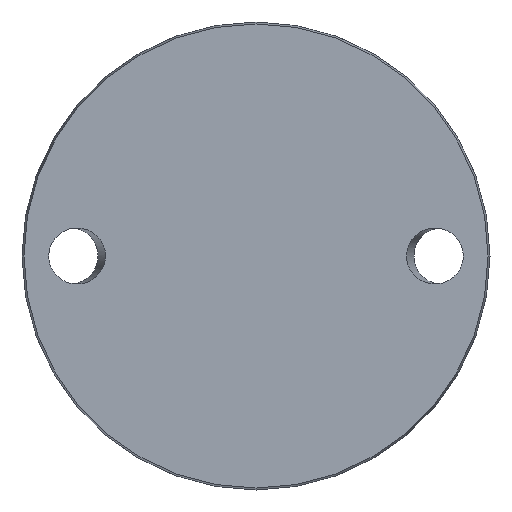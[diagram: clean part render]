
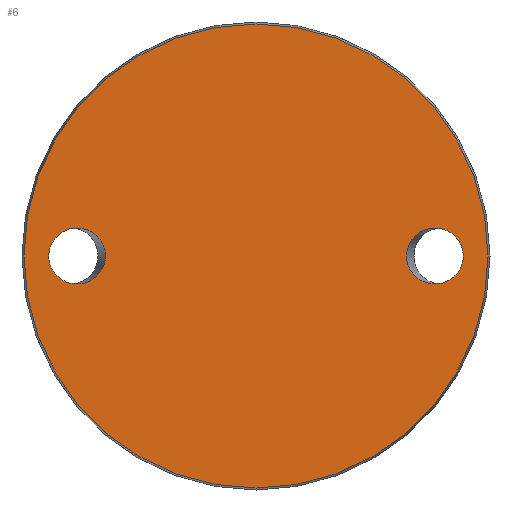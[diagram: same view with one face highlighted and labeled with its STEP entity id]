
A CAD part, front view. The second image highlights one B-rep face of the part: STEP entity #6.
In plain terms, the highlighted planar face has unit normal (0, -1, 0).
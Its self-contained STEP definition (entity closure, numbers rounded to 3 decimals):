
#6 = ADVANCED_FACE ( 'NONE', ( #61, #441, #69 ), #818, .F. ) ;
#30 = CARTESIAN_POINT ( 'NONE',  ( -61.115, 0., 16.5 ) ) ;
#53 = EDGE_LOOP ( 'NONE', ( #106 ) ) ;
#61 = FACE_BOUND ( 'NONE', #418, .T. ) ;
#68 = CARTESIAN_POINT ( 'NONE',  ( 44.385, 0., 0. ) ) ;
#69 = FACE_OUTER_BOUND ( 'NONE', #683, .T. ) ;
#81 = EDGE_CURVE ( 'NONE', #306, #306, #678, .T. ) ;
#84 = VERTEX_POINT ( 'NONE', #533 ) ;
#106 = ORIENTED_EDGE ( 'NONE', *, *, #81, .F. ) ;
#111 = ORIENTED_EDGE ( 'NONE', *, *, #251, .T. ) ;
#127 = CARTESIAN_POINT ( 'NONE',  ( 44.385, 0., 0. ) ) ;
#173 = VERTEX_POINT ( 'NONE', #864 ) ;
#225 = CARTESIAN_POINT ( 'NONE',  ( -61.115, 0., -16.5 ) ) ;
#251 = EDGE_CURVE ( 'NONE', #173, #173, #991, .T. ) ;
#306 = VERTEX_POINT ( 'NONE', #615 ) ;
#331 = CARTESIAN_POINT ( 'NONE',  ( -44.385, 0., 16.5 ) ) ;
#351 = CARTESIAN_POINT ( 'NONE',  ( 61.115, 0., 0. ) ) ;
#373 = CARTESIAN_POINT ( 'NONE',  ( 61.115, 0., -16.5 ) ) ;
#418 = EDGE_LOOP ( 'NONE', ( #644 ) ) ;
#441 = FACE_BOUND ( 'NONE', #53, .T. ) ;
#461 = DIRECTION ( 'NONE',  ( 0., 0., -1. ) ) ;
#531 = CARTESIAN_POINT ( 'NONE',  ( 0., 0., 0. ) ) ;
#533 = CARTESIAN_POINT ( 'NONE',  ( -61.115, 0., 0. ) ) ;
#597 = CARTESIAN_POINT ( 'NONE',  ( -61.115, 0., 0. ) ) ;
#615 = CARTESIAN_POINT ( 'NONE',  ( 44.385, 0., 0. ) ) ;
#632 = CARTESIAN_POINT ( 'NONE',  ( -44.385, 0., -16.5 ) ) ;
#644 = ORIENTED_EDGE ( 'NONE', *, *, #757, .T. ) ;
#655 = CARTESIAN_POINT ( 'NONE',  ( 44.385, 0., -16.5 ) ) ;
#656 = DIRECTION ( 'NONE',  ( 0., 1., 0. ) ) ;
#678 =( BOUNDED_CURVE ( )  B_SPLINE_CURVE ( 3, ( #68, #655, #373, #351, #807, #824, #127 ),
 .UNSPECIFIED., .T., .F. ) 
 B_SPLINE_CURVE_WITH_KNOTS ( ( 4, 3, 4 ),
 ( 0., 3.142, 6.283 ),
 .UNSPECIFIED. ) 
 CURVE ( )  GEOMETRIC_REPRESENTATION_ITEM ( )  RATIONAL_B_SPLINE_CURVE ( ( 1., 0.333, 0.333, 1., 0.333, 0.333, 1. ) ) 
 REPRESENTATION_ITEM ( '' )  );
#683 = EDGE_LOOP ( 'NONE', ( #111 ) ) ;
#696 = CARTESIAN_POINT ( 'NONE',  ( -44.385, 0., 0. ) ) ;
#721 = AXIS2_PLACEMENT_3D ( 'NONE', #531, #838, #461 ) ;
#757 = EDGE_CURVE ( 'NONE', #84, #84, #859, .T. ) ;
#807 = CARTESIAN_POINT ( 'NONE',  ( 61.115, 0., 16.5 ) ) ;
#818 = PLANE ( 'NONE',  #840 ) ;
#824 = CARTESIAN_POINT ( 'NONE',  ( 44.385, 0., 16.5 ) ) ;
#837 = CARTESIAN_POINT ( 'NONE',  ( -61.115, 0., 0. ) ) ;
#838 = DIRECTION ( 'NONE',  ( 0., -1., 0. ) ) ;
#840 = AXIS2_PLACEMENT_3D ( 'NONE', #992, #656, #976 ) ;
#859 =( BOUNDED_CURVE ( )  B_SPLINE_CURVE ( 3, ( #837, #30, #331, #696, #632, #225, #597 ),
 .UNSPECIFIED., .T., .T. ) 
 B_SPLINE_CURVE_WITH_KNOTS ( ( 4, 3, 4 ),
 ( 0., 3.142, 6.283 ),
 .UNSPECIFIED. ) 
 CURVE ( )  GEOMETRIC_REPRESENTATION_ITEM ( )  RATIONAL_B_SPLINE_CURVE ( ( 1., 0.333, 0.333, 1., 0.333, 0.333, 1. ) ) 
 REPRESENTATION_ITEM ( '' )  );
#864 = CARTESIAN_POINT ( 'NONE',  ( 0., 0., -68.425 ) ) ;
#976 = DIRECTION ( 'NONE',  ( 0., 0., 1. ) ) ;
#991 = CIRCLE ( 'NONE', #721, 68.425 ) ;
#992 = CARTESIAN_POINT ( 'NONE',  ( -68.425, 0., 0. ) ) ;
